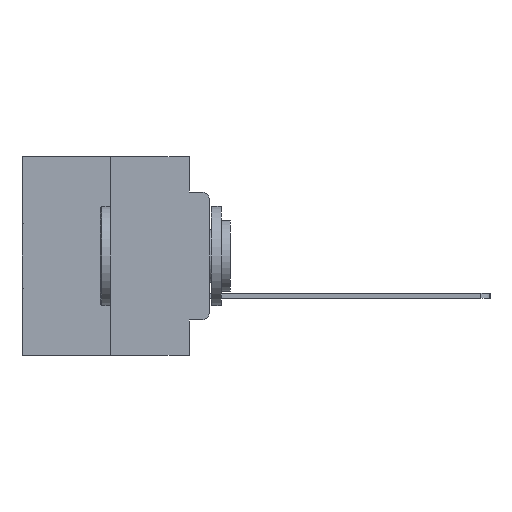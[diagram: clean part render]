
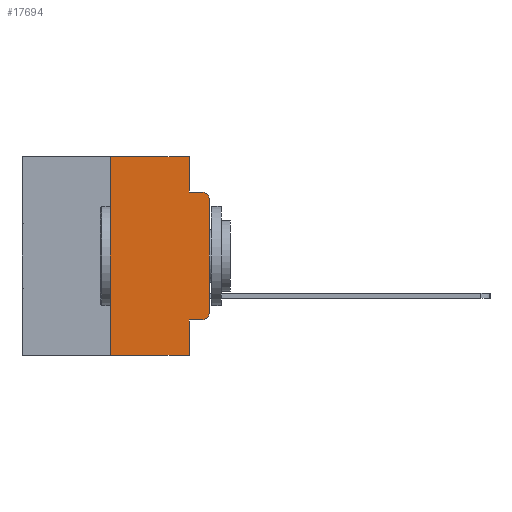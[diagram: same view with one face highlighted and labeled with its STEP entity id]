
A CAD part, left-side view. The second image highlights one B-rep face of the part: STEP entity #17694.
In plain terms, the highlighted planar face has unit normal (-1, 0, 0).
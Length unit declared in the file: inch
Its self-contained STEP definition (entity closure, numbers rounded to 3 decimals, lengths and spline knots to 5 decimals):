
#795 = EDGE_CURVE ( 'NONE', #21687, #27916, #24927, .T. ) ;
#1069 = VECTOR ( 'NONE', #10390, 39.37008 ) ;
#1920 = VERTEX_POINT ( 'NONE', #28470 ) ;
#2527 = LINE ( 'NONE', #9671, #24841 ) ;
#2679 = DIRECTION ( 'NONE',  ( 0., -1., 0. ) ) ;
#3511 = DIRECTION ( 'NONE',  ( -1., 0., 0. ) ) ;
#3959 = EDGE_CURVE ( 'NONE', #28799, #21687, #9442, .T. ) ;
#4132 = ORIENTED_EDGE ( 'NONE', *, *, #3959, .T. ) ;
#4453 = DIRECTION ( 'NONE',  ( 0., -1., 0. ) ) ;
#4661 = VERTEX_POINT ( 'NONE', #21044 ) ;
#5152 = CARTESIAN_POINT ( 'NONE',  ( 0., 0.02, -0.0885 ) ) ;
#5255 = ORIENTED_EDGE ( 'NONE', *, *, #17092, .F. ) ;
#5391 = CARTESIAN_POINT ( 'NONE',  ( 0., 0.473, 0. ) ) ;
#5561 = CARTESIAN_POINT ( 'NONE',  ( 0., 0.02, -0.1085 ) ) ;
#5856 = CARTESIAN_POINT ( 'NONE',  ( 0., 0.051, -0.5 ) ) ;
#6355 = ORIENTED_EDGE ( 'NONE', *, *, #26401, .F. ) ;
#6457 = VECTOR ( 'NONE', #15783, 39.37008 ) ;
#7337 = LINE ( 'NONE', #19655, #1069 ) ;
#7577 = VECTOR ( 'NONE', #10958, 39.37008 ) ;
#7958 = VERTEX_POINT ( 'NONE', #8461 ) ;
#8461 = CARTESIAN_POINT ( 'NONE',  ( 0., 0.051, -0.0885 ) ) ;
#8553 = LINE ( 'NONE', #9637, #15503 ) ;
#9442 = LINE ( 'NONE', #15982, #21107 ) ;
#9637 = CARTESIAN_POINT ( 'NONE',  ( 0., 0.051, 0. ) ) ;
#9671 = CARTESIAN_POINT ( 'NONE',  ( 0., 0.473, -0.5 ) ) ;
#10012 = AXIS2_PLACEMENT_3D ( 'NONE', #11958, #28147, #14335 ) ;
#10068 = ORIENTED_EDGE ( 'NONE', *, *, #16908, .T. ) ;
#10099 = LINE ( 'NONE', #17352, #27833 ) ;
#10166 = EDGE_LOOP ( 'NONE', ( #4132, #11138, #23515, #6355, #14079, #27098, #10068, #5255, #11512, #12975 ) ) ;
#10390 = DIRECTION ( 'NONE',  ( 0., 0., -1. ) ) ;
#10432 = DIRECTION ( 'NONE',  ( 0., -1., 0. ) ) ;
#10868 = EDGE_CURVE ( 'NONE', #4661, #28799, #26939, .T. ) ;
#10958 = DIRECTION ( 'NONE',  ( 0., -1., 0. ) ) ;
#10993 = AXIS2_PLACEMENT_3D ( 'NONE', #5561, #3511, #18983 ) ;
#11138 = ORIENTED_EDGE ( 'NONE', *, *, #795, .T. ) ;
#11512 = ORIENTED_EDGE ( 'NONE', *, *, #14004, .T. ) ;
#11592 = VERTEX_POINT ( 'NONE', #21593 ) ;
#11621 = VECTOR ( 'NONE', #4453, 39.37008 ) ;
#11785 = VERTEX_POINT ( 'NONE', #5856 ) ;
#11958 = CARTESIAN_POINT ( 'NONE',  ( 0., 0.02, -0.3915 ) ) ;
#12501 = EDGE_CURVE ( 'NONE', #23737, #1920, #26136, .T. ) ;
#12582 = DIRECTION ( 'NONE',  ( 0., 0., -1. ) ) ;
#12975 = ORIENTED_EDGE ( 'NONE', *, *, #10868, .T. ) ;
#13432 = CARTESIAN_POINT ( 'NONE',  ( 0., 0.25, 0. ) ) ;
#14004 = EDGE_CURVE ( 'NONE', #24089, #4661, #10099, .T. ) ;
#14079 = ORIENTED_EDGE ( 'NONE', *, *, #12501, .F. ) ;
#14335 = DIRECTION ( 'NONE',  ( 0., 0., -1. ) ) ;
#14856 = PLANE ( 'NONE',  #18942 ) ;
#15503 = VECTOR ( 'NONE', #28266, 39.37008 ) ;
#15783 = DIRECTION ( 'NONE',  ( 0., 0., 1. ) ) ;
#15982 = CARTESIAN_POINT ( 'NONE',  ( 0., 0., 0. ) ) ;
#16080 = FACE_OUTER_BOUND ( 'NONE', #10166, .T. ) ;
#16908 = EDGE_CURVE ( 'NONE', #11592, #11785, #2527, .T. ) ;
#17092 = EDGE_CURVE ( 'NONE', #24089, #11785, #7337, .T. ) ;
#17352 = CARTESIAN_POINT ( 'NONE',  ( 0., 0.051, -0.4115 ) ) ;
#17694 = ADVANCED_FACE ( 'NONE', ( #16080 ), #14856, .F. ) ;
#17705 = CARTESIAN_POINT ( 'NONE',  ( 0., 0., -0.3915 ) ) ;
#17750 = CARTESIAN_POINT ( 'NONE',  ( 0., 0., -0.1085 ) ) ;
#18489 = CARTESIAN_POINT ( 'NONE',  ( 0., 0.051, -0.0885 ) ) ;
#18942 = AXIS2_PLACEMENT_3D ( 'NONE', #5391, #26464, #12582 ) ;
#18983 = DIRECTION ( 'NONE',  ( 0., 0., -1. ) ) ;
#19655 = CARTESIAN_POINT ( 'NONE',  ( 0., 0.051, 0. ) ) ;
#20256 = EDGE_CURVE ( 'NONE', #11592, #23737, #25039, .T. ) ;
#21044 = CARTESIAN_POINT ( 'NONE',  ( 0., 0.02, -0.4115 ) ) ;
#21107 = VECTOR ( 'NONE', #27703, 39.37008 ) ;
#21593 = CARTESIAN_POINT ( 'NONE',  ( 0., 0.25, -0.5 ) ) ;
#21687 = VERTEX_POINT ( 'NONE', #17750 ) ;
#23515 = ORIENTED_EDGE ( 'NONE', *, *, #29488, .F. ) ;
#23737 = VERTEX_POINT ( 'NONE', #24277 ) ;
#24089 = VERTEX_POINT ( 'NONE', #30148 ) ;
#24277 = CARTESIAN_POINT ( 'NONE',  ( 0., 0.25, 0. ) ) ;
#24841 = VECTOR ( 'NONE', #2679, 39.37008 ) ;
#24927 = CIRCLE ( 'NONE', #10993, 0.02 ) ;
#25039 = LINE ( 'NONE', #13432, #6457 ) ;
#26136 = LINE ( 'NONE', #29476, #7577 ) ;
#26401 = EDGE_CURVE ( 'NONE', #1920, #7958, #8553, .T. ) ;
#26464 = DIRECTION ( 'NONE',  ( 1., 0., 0. ) ) ;
#26939 = CIRCLE ( 'NONE', #10012, 0.02 ) ;
#27098 = ORIENTED_EDGE ( 'NONE', *, *, #20256, .F. ) ;
#27703 = DIRECTION ( 'NONE',  ( 0., 0., 1. ) ) ;
#27833 = VECTOR ( 'NONE', #10432, 39.37008 ) ;
#27916 = VERTEX_POINT ( 'NONE', #5152 ) ;
#28147 = DIRECTION ( 'NONE',  ( -1., 0., 0. ) ) ;
#28266 = DIRECTION ( 'NONE',  ( 0., 0., -1. ) ) ;
#28470 = CARTESIAN_POINT ( 'NONE',  ( 0., 0.051, 0. ) ) ;
#28799 = VERTEX_POINT ( 'NONE', #17705 ) ;
#29382 = LINE ( 'NONE', #18489, #11621 ) ;
#29476 = CARTESIAN_POINT ( 'NONE',  ( 0., 0.473, 0. ) ) ;
#29488 = EDGE_CURVE ( 'NONE', #7958, #27916, #29382, .T. ) ;
#30148 = CARTESIAN_POINT ( 'NONE',  ( 0., 0.051, -0.4115 ) ) ;
